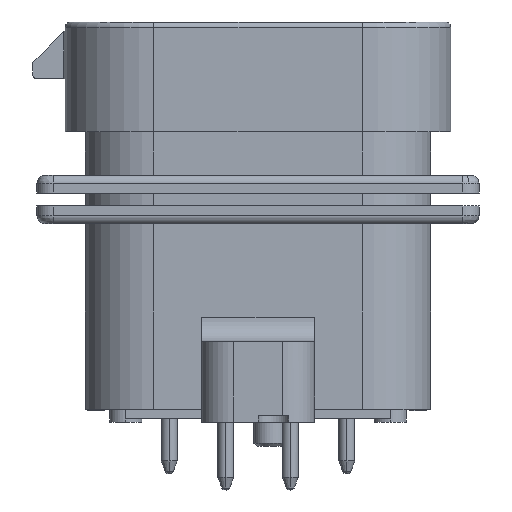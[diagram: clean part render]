
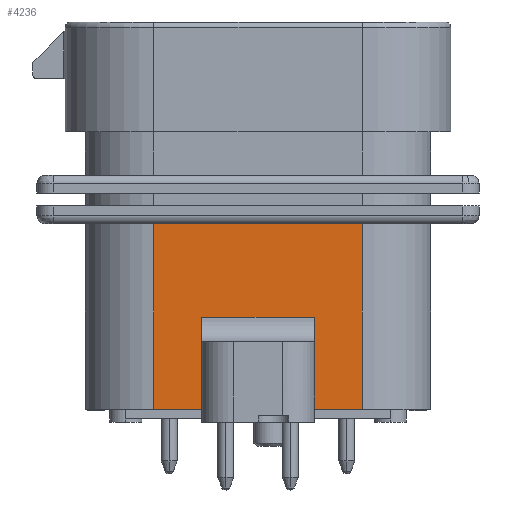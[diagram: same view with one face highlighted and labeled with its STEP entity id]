
A CAD part, left-side view. The second image highlights one B-rep face of the part: STEP entity #4236.
In plain terms, the highlighted planar face has unit normal (-1, 0, 0).
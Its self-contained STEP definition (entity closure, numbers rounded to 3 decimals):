
#4130=CARTESIAN_POINT('',(-16.25,6.45,-24.));
#4131=VERTEX_POINT('',#4130);
#4139=CARTESIAN_POINT('',(-16.25,6.45,-12.5));
#4140=VERTEX_POINT('',#4139);
#4141=CARTESIAN_POINT('',(-16.25,6.45,-24.));
#4142=DIRECTION('',(0.,0.,1.));
#4143=VECTOR('',#4142,11.5);
#4144=LINE('',#4141,#4143);
#4145=EDGE_CURVE('',#4131,#4140,#4144,.T.);
#4174=CARTESIAN_POINT('',(-16.25,-6.45,-19.5));
#4175=DIRECTION('',(0.,1.,0.));
#4176=DIRECTION('',(-1.,0.,0.));
#4177=AXIS2_PLACEMENT_3D('',#4174,#4176,#4175);
#4178=PLANE('',#4177);
#4179=CARTESIAN_POINT('',(-16.25,-3.5,-18.3));
#4180=VERTEX_POINT('',#4179);
#4181=CARTESIAN_POINT('',(-16.25,-3.5,-24.));
#4182=VERTEX_POINT('',#4181);
#4183=CARTESIAN_POINT('',(-16.25,-3.5,-18.3));
#4184=DIRECTION('',(0.,0.,-1.));
#4185=VECTOR('',#4184,5.7);
#4186=LINE('',#4183,#4185);
#4187=EDGE_CURVE('',#4180,#4182,#4186,.T.);
#4188=ORIENTED_EDGE('',*,*,#4187,.T.);
#4189=CARTESIAN_POINT('',(-16.25,-6.45,-24.));
#4190=VERTEX_POINT('',#4189);
#4191=CARTESIAN_POINT('',(-16.25,-3.5,-24.));
#4192=DIRECTION('',(0.,-1.,0.));
#4193=VECTOR('',#4192,2.95);
#4194=LINE('',#4191,#4193);
#4195=EDGE_CURVE('',#4182,#4190,#4194,.T.);
#4196=ORIENTED_EDGE('',*,*,#4195,.T.);
#4197=CARTESIAN_POINT('',(-16.25,-6.45,-12.5));
#4198=VERTEX_POINT('',#4197);
#4199=CARTESIAN_POINT('',(-16.25,-6.45,-24.));
#4200=DIRECTION('',(0.,0.,1.));
#4201=VECTOR('',#4200,11.5);
#4202=LINE('',#4199,#4201);
#4203=EDGE_CURVE('',#4190,#4198,#4202,.T.);
#4204=ORIENTED_EDGE('',*,*,#4203,.T.);
#4205=CARTESIAN_POINT('',(-16.25,-6.45,-12.5));
#4206=DIRECTION('',(0.,1.,0.));
#4207=VECTOR('',#4206,12.9);
#4208=LINE('',#4205,#4207);
#4209=EDGE_CURVE('',#4198,#4140,#4208,.T.);
#4210=ORIENTED_EDGE('',*,*,#4209,.T.);
#4211=ORIENTED_EDGE('',*,*,#4145,.F.);
#4212=CARTESIAN_POINT('',(-16.25,3.5,-24.));
#4213=VERTEX_POINT('',#4212);
#4214=CARTESIAN_POINT('',(-16.25,6.45,-24.));
#4215=DIRECTION('',(0.,-1.,0.));
#4216=VECTOR('',#4215,2.95);
#4217=LINE('',#4214,#4216);
#4218=EDGE_CURVE('',#4131,#4213,#4217,.T.);
#4219=ORIENTED_EDGE('',*,*,#4218,.T.);
#4220=CARTESIAN_POINT('',(-16.25,3.5,-18.3));
#4221=VERTEX_POINT('',#4220);
#4222=CARTESIAN_POINT('',(-16.25,3.5,-24.));
#4223=DIRECTION('',(0.,0.,1.));
#4224=VECTOR('',#4223,5.7);
#4225=LINE('',#4222,#4224);
#4226=EDGE_CURVE('',#4213,#4221,#4225,.T.);
#4227=ORIENTED_EDGE('',*,*,#4226,.T.);
#4228=CARTESIAN_POINT('',(-16.25,3.5,-18.3));
#4229=DIRECTION('',(0.,-1.,0.));
#4230=VECTOR('',#4229,7.);
#4231=LINE('',#4228,#4230);
#4232=EDGE_CURVE('',#4221,#4180,#4231,.T.);
#4233=ORIENTED_EDGE('',*,*,#4232,.T.);
#4234=EDGE_LOOP('',(#4188,#4196,#4204,#4210,#4211,#4219,#4227,#4233));
#4235=FACE_OUTER_BOUND('',#4234,.T.);
#4236=ADVANCED_FACE('',(#4235),#4178,.T.);
